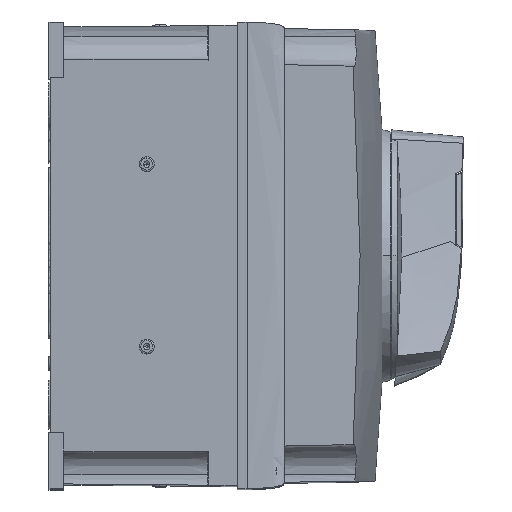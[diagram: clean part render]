
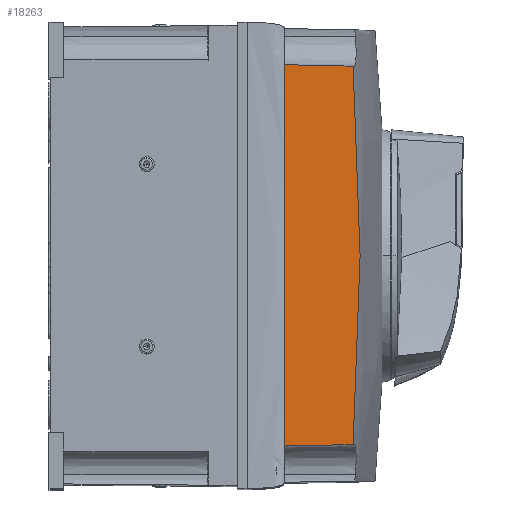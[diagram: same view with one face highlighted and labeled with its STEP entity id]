
A CAD part, top view. The second image highlights one B-rep face of the part: STEP entity #18263.
In plain terms, the highlighted planar face has unit normal (0.018, 0, 1).
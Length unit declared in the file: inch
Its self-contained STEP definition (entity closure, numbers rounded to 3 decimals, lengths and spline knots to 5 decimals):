
#5948 = CARTESIAN_POINT ( 'NONE',  ( 3.85851, 2.8487, -1.18225 ) ) ;
#8733 = CARTESIAN_POINT ( 'NONE',  ( 3.58543, -0.82465, -1.17748 ) ) ;
#9226 = FACE_OUTER_BOUND ( 'NONE', #65799, .T. ) ;
#18263 = ADVANCED_FACE ( 'NONE', ( #9226 ), #84502, .T. ) ;
#18789 = CARTESIAN_POINT ( 'NONE',  ( 3.10672, -0.835, -1.16912 ) ) ;
#19931 = ORIENTED_EDGE ( 'NONE', *, *, #112793, .T. ) ;
#25615 = VERTEX_POINT ( 'NONE', #122411 ) ;
#26015 = CARTESIAN_POINT ( 'NONE',  ( 3.10672, 3.19711, -1.16912 ) ) ;
#32255 = ORIENTED_EDGE ( 'NONE', *, *, #49721, .F. ) ;
#35375 = CARTESIAN_POINT ( 'NONE',  ( 3.83386, -0.81948, -1.18182 ) ) ;
#35456 = CARTESIAN_POINT ( 'NONE',  ( 3.90165, 1.84846, -1.183 ) ) ;
#37804 = CARTESIAN_POINT ( 'NONE',  ( 3.10672, -0.835, -1.16912 ) ) ;
#40675 = CARTESIAN_POINT ( 'NONE',  ( 3.10672, 3.56669, -1.16912 ) ) ;
#42202 = ORIENTED_EDGE ( 'NONE', *, *, #108781, .T. ) ;
#43711 = VERTEX_POINT ( 'NONE', #35375 ) ;
#45309 = CARTESIAN_POINT ( 'NONE',  ( 3.90782, 0.84726, -1.18311 ) ) ;
#49721 = EDGE_CURVE ( 'NONE', #25615, #43711, #82391, .T. ) ;
#49737 = CARTESIAN_POINT ( 'NONE',  ( 3.10672, 3.19711, -1.16912 ) ) ;
#52998 = LINE ( 'NONE', #40675, #59218 ) ;
#55109 = CARTESIAN_POINT ( 'NONE',  ( 3.58543, 3.18676, -1.17748 ) ) ;
#55145 = CARTESIAN_POINT ( 'NONE',  ( 3.87699, -0.15343, -1.18257 ) ) ;
#59218 = VECTOR ( 'NONE', #109235, 39.37008 ) ;
#64346 = DIRECTION ( 'NONE',  ( 0.017, 0., 1. ) ) ;
#64992 = CARTESIAN_POINT ( 'NONE',  ( 3.83386, -0.81948, -1.18182 ) ) ;
#65799 = EDGE_LOOP ( 'NONE', ( #74755, #42202, #19931, #32255 ) ) ;
#68627 = B_SPLINE_CURVE_WITH_KNOTS ( 'NONE', 3,
 ( #37804, #115754, #8733, #77216 ),
 .UNSPECIFIED., .F., .F.,
 ( 4, 4 ),
 ( 0., 1. ),
 .UNSPECIFIED. ) ;
#69748 = AXIS2_PLACEMENT_3D ( 'NONE', #123456, #64346, #104222 ) ;
#74415 = CARTESIAN_POINT ( 'NONE',  ( 3.83386, 3.18159, -1.18182 ) ) ;
#74755 = ORIENTED_EDGE ( 'NONE', *, *, #108581, .T. ) ;
#74817 = CARTESIAN_POINT ( 'NONE',  ( 3.83386, 3.18159, -1.18182 ) ) ;
#77216 = CARTESIAN_POINT ( 'NONE',  ( 3.83386, -0.81948, -1.18182 ) ) ;
#82391 = B_SPLINE_CURVE_WITH_KNOTS ( 'NONE', 3,
 ( #74415, #5948, #94140, #35456, #104023, #45309, #113849, #55145, #123683, #64992 ),
 .UNSPECIFIED., .F., .F.,
 ( 4, 2, 2, 2, 4 ),
 ( 0., 0.02543, 0.05086, 0.07629, 0.10172 ),
 .UNSPECIFIED. ) ;
#84502 = PLANE ( 'NONE',  #69748 ) ;
#84676 = CARTESIAN_POINT ( 'NONE',  ( 3.34305, 3.19193, -1.17325 ) ) ;
#92219 = B_SPLINE_CURVE_WITH_KNOTS ( 'NONE', 3,
 ( #74817, #55109, #84676, #26015 ),
 .UNSPECIFIED., .F., .F.,
 ( 4, 4 ),
 ( 0., 1. ),
 .UNSPECIFIED. ) ;
#94140 = CARTESIAN_POINT ( 'NONE',  ( 3.877, 2.5155, -1.18257 ) ) ;
#104023 = CARTESIAN_POINT ( 'NONE',  ( 3.90782, 1.5147, -1.18311 ) ) ;
#104222 = DIRECTION ( 'NONE',  ( 1., 0., -0.017 ) ) ;
#104847 = VERTEX_POINT ( 'NONE', #18789 ) ;
#108581 = EDGE_CURVE ( 'NONE', #25615, #111405, #92219, .T. ) ;
#108781 = EDGE_CURVE ( 'NONE', #111405, #104847, #52998, .T. ) ;
#109235 = DIRECTION ( 'NONE',  ( 0., -1., 0. ) ) ;
#111405 = VERTEX_POINT ( 'NONE', #49737 ) ;
#112793 = EDGE_CURVE ( 'NONE', #104847, #43711, #68627, .T. ) ;
#113849 = CARTESIAN_POINT ( 'NONE',  ( 3.90165, 0.51344, -1.183 ) ) ;
#115754 = CARTESIAN_POINT ( 'NONE',  ( 3.34305, -0.82983, -1.17325 ) ) ;
#122411 = CARTESIAN_POINT ( 'NONE',  ( 3.83386, 3.18159, -1.18182 ) ) ;
#123456 = CARTESIAN_POINT ( 'NONE',  ( 3.85099, 3.56669, -1.18211 ) ) ;
#123683 = CARTESIAN_POINT ( 'NONE',  ( 3.85851, -0.4866, -1.18225 ) ) ;
